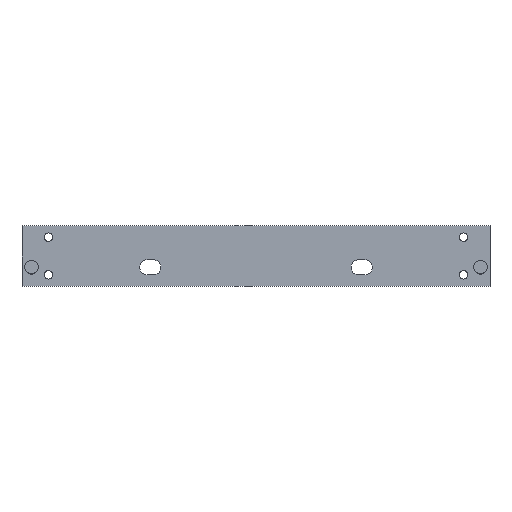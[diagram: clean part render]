
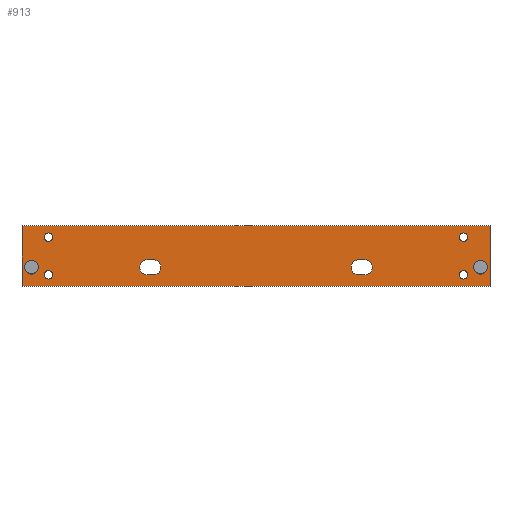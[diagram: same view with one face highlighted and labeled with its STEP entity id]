
A CAD part, top view. The second image highlights one B-rep face of the part: STEP entity #913.
In plain terms, the highlighted planar face has unit normal (0, 0, 1).
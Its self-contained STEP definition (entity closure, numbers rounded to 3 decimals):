
#45=CARTESIAN_POINT('',(-7874.,-635.,152.4));
#46=VERTEX_POINT('',#45);
#53=CARTESIAN_POINT('',(-7874.,1397.,152.4));
#54=VERTEX_POINT('',#53);
#55=CARTESIAN_POINT('',(-7874.,-635.,152.4));
#56=DIRECTION('',(0.,1.,0.));
#57=VECTOR('',#56,2032.);
#58=LINE('',#55,#57);
#59=EDGE_CURVE('',#46,#54,#58,.T.);
#84=CARTESIAN_POINT('',(7874.,1397.,152.4));
#85=VERTEX_POINT('',#84);
#86=CARTESIAN_POINT('',(-7874.,1397.,152.4));
#87=DIRECTION('',(1.,0.,0.));
#88=VECTOR('',#87,15748.);
#89=LINE('',#86,#88);
#90=EDGE_CURVE('',#54,#85,#89,.T.);
#115=CARTESIAN_POINT('',(7874.,-635.,152.4));
#116=VERTEX_POINT('',#115);
#117=CARTESIAN_POINT('',(7874.,1397.,152.4));
#118=DIRECTION('',(0.,-1.,0.));
#119=VECTOR('',#118,2032.);
#120=LINE('',#117,#119);
#121=EDGE_CURVE('',#85,#116,#120,.T.);
#144=CARTESIAN_POINT('',(7874.,-635.,152.4));
#145=DIRECTION('',(-1.,0.,0.));
#146=VECTOR('',#145,15748.);
#147=LINE('',#144,#146);
#148=EDGE_CURVE('',#116,#46,#147,.T.);
#170=CARTESIAN_POINT('',(-3657.6,254.,152.4));
#171=VERTEX_POINT('',#170);
#178=CARTESIAN_POINT('',(-3657.6,-254.,152.4));
#179=VERTEX_POINT('',#178);
#180=CARTESIAN_POINT('',(-3657.6,0.,152.4));
#181=DIRECTION('',(0.,1.,0.));
#182=DIRECTION('',(0.,0.,1.));
#183=AXIS2_PLACEMENT_3D('',#180,#182,#181);
#184=CIRCLE('',#183,254.);
#185=EDGE_CURVE('',#171,#179,#184,.T.);
#210=CARTESIAN_POINT('',(-3454.4,-254.,152.4));
#211=VERTEX_POINT('',#210);
#212=CARTESIAN_POINT('',(-3657.6,-254.,152.4));
#213=DIRECTION('',(1.,0.,0.));
#214=VECTOR('',#213,203.2);
#215=LINE('',#212,#214);
#216=EDGE_CURVE('',#179,#211,#215,.T.);
#242=CARTESIAN_POINT('',(-3454.4,254.,152.4));
#243=VERTEX_POINT('',#242);
#244=CARTESIAN_POINT('',(-3454.4,0.,152.4));
#245=DIRECTION('',(0.,-1.,0.));
#246=DIRECTION('',(0.,0.,1.));
#247=AXIS2_PLACEMENT_3D('',#244,#246,#245);
#248=CIRCLE('',#247,254.);
#249=EDGE_CURVE('',#211,#243,#248,.T.);
#272=CARTESIAN_POINT('',(-3454.4,254.,152.4));
#273=DIRECTION('',(-1.,0.,0.));
#274=VECTOR('',#273,203.2);
#275=LINE('',#272,#274);
#276=EDGE_CURVE('',#243,#171,#275,.T.);
#297=CARTESIAN_POINT('',(3657.6,254.,152.4));
#298=VERTEX_POINT('',#297);
#305=CARTESIAN_POINT('',(3454.4,254.,152.4));
#306=VERTEX_POINT('',#305);
#307=CARTESIAN_POINT('',(3657.6,254.,152.4));
#308=DIRECTION('',(-1.,0.,0.));
#309=VECTOR('',#308,203.2);
#310=LINE('',#307,#309);
#311=EDGE_CURVE('',#298,#306,#310,.T.);
#337=CARTESIAN_POINT('',(3454.4,-254.,152.4));
#338=VERTEX_POINT('',#337);
#339=CARTESIAN_POINT('',(3454.4,0.,152.4));
#340=DIRECTION('',(0.,1.,0.));
#341=DIRECTION('',(0.,0.,1.));
#342=AXIS2_PLACEMENT_3D('',#339,#341,#340);
#343=CIRCLE('',#342,254.);
#344=EDGE_CURVE('',#306,#338,#343,.T.);
#369=CARTESIAN_POINT('',(3657.6,-254.,152.4));
#370=VERTEX_POINT('',#369);
#371=CARTESIAN_POINT('',(3454.4,-254.,152.4));
#372=DIRECTION('',(1.,0.,0.));
#373=VECTOR('',#372,203.2);
#374=LINE('',#371,#373);
#375=EDGE_CURVE('',#338,#370,#374,.T.);
#399=CARTESIAN_POINT('',(3657.6,0.,152.4));
#400=DIRECTION('',(0.,-1.,0.));
#401=DIRECTION('',(0.,0.,1.));
#402=AXIS2_PLACEMENT_3D('',#399,#401,#400);
#403=CIRCLE('',#402,254.);
#404=EDGE_CURVE('',#370,#298,#403,.T.);
#426=CARTESIAN_POINT('',(-6845.3,-254.,152.4));
#427=VERTEX_POINT('',#426);
#434=CARTESIAN_POINT('',(-7124.7,-254.,152.4));
#435=VERTEX_POINT('',#434);
#436=CARTESIAN_POINT('',(-6985.,-254.,152.4));
#437=DIRECTION('',(1.,0.,0.));
#438=DIRECTION('',(0.,0.,1.));
#439=AXIS2_PLACEMENT_3D('',#436,#438,#437);
#440=CIRCLE('',#439,139.7);
#441=EDGE_CURVE('',#427,#435,#440,.T.);
#465=CARTESIAN_POINT('',(-6985.,-254.,152.4));
#466=DIRECTION('',(-1.,0.,0.));
#467=DIRECTION('',(0.,0.,1.));
#468=AXIS2_PLACEMENT_3D('',#465,#467,#466);
#469=CIRCLE('',#468,139.7);
#470=EDGE_CURVE('',#435,#427,#469,.T.);
#492=CARTESIAN_POINT('',(7124.7,-254.,152.4));
#493=VERTEX_POINT('',#492);
#500=CARTESIAN_POINT('',(6845.3,-254.,152.4));
#501=VERTEX_POINT('',#500);
#502=CARTESIAN_POINT('',(6985.,-254.,152.4));
#503=DIRECTION('',(1.,0.,0.));
#504=DIRECTION('',(0.,0.,1.));
#505=AXIS2_PLACEMENT_3D('',#502,#504,#503);
#506=CIRCLE('',#505,139.7);
#507=EDGE_CURVE('',#493,#501,#506,.T.);
#531=CARTESIAN_POINT('',(6985.,-254.,152.4));
#532=DIRECTION('',(-1.,0.,0.));
#533=DIRECTION('',(0.,0.,1.));
#534=AXIS2_PLACEMENT_3D('',#531,#533,#532);
#535=CIRCLE('',#534,139.7);
#536=EDGE_CURVE('',#501,#493,#535,.T.);
#558=CARTESIAN_POINT('',(-6845.3,1016.,152.4));
#559=VERTEX_POINT('',#558);
#566=CARTESIAN_POINT('',(-7124.7,1016.,152.4));
#567=VERTEX_POINT('',#566);
#568=CARTESIAN_POINT('',(-6985.,1016.,152.4));
#569=DIRECTION('',(1.,0.,0.));
#570=DIRECTION('',(0.,0.,1.));
#571=AXIS2_PLACEMENT_3D('',#568,#570,#569);
#572=CIRCLE('',#571,139.7);
#573=EDGE_CURVE('',#559,#567,#572,.T.);
#597=CARTESIAN_POINT('',(-6985.,1016.,152.4));
#598=DIRECTION('',(-1.,0.,0.));
#599=DIRECTION('',(0.,0.,1.));
#600=AXIS2_PLACEMENT_3D('',#597,#599,#598);
#601=CIRCLE('',#600,139.7);
#602=EDGE_CURVE('',#567,#559,#601,.T.);
#624=CARTESIAN_POINT('',(7124.7,1016.,152.4));
#625=VERTEX_POINT('',#624);
#632=CARTESIAN_POINT('',(6845.3,1016.,152.4));
#633=VERTEX_POINT('',#632);
#634=CARTESIAN_POINT('',(6985.,1016.,152.4));
#635=DIRECTION('',(1.,0.,0.));
#636=DIRECTION('',(0.,0.,1.));
#637=AXIS2_PLACEMENT_3D('',#634,#636,#635);
#638=CIRCLE('',#637,139.7);
#639=EDGE_CURVE('',#625,#633,#638,.T.);
#663=CARTESIAN_POINT('',(6985.,1016.,152.4));
#664=DIRECTION('',(-1.,0.,0.));
#665=DIRECTION('',(0.,0.,1.));
#666=AXIS2_PLACEMENT_3D('',#663,#665,#664);
#667=CIRCLE('',#666,139.7);
#668=EDGE_CURVE('',#633,#625,#667,.T.);
#679=CARTESIAN_POINT('',(7785.1,0.,152.4));
#680=VERTEX_POINT('',#679);
#681=CARTESIAN_POINT('',(7327.9,0.,152.4));
#682=VERTEX_POINT('',#681);
#683=CARTESIAN_POINT('',(7556.5,0.,152.4));
#684=DIRECTION('',(1.,0.,0.));
#685=DIRECTION('',(0.,0.,1.));
#686=AXIS2_PLACEMENT_3D('',#683,#685,#684);
#687=CIRCLE('',#686,228.6);
#688=EDGE_CURVE('',#680,#682,#687,.T.);
#721=CARTESIAN_POINT('',(7556.5,0.,152.4));
#722=DIRECTION('',(-1.,0.,0.));
#723=DIRECTION('',(-0.,0.,1.));
#724=AXIS2_PLACEMENT_3D('',#721,#723,#722);
#725=CIRCLE('',#724,228.6);
#726=EDGE_CURVE('',#682,#680,#725,.T.);
#781=CARTESIAN_POINT('',(-7327.9,0.,152.4));
#782=VERTEX_POINT('',#781);
#783=CARTESIAN_POINT('',(-7785.1,0.,152.4));
#784=VERTEX_POINT('',#783);
#785=CARTESIAN_POINT('',(-7556.5,0.,152.4));
#786=DIRECTION('',(1.,0.,0.));
#787=DIRECTION('',(0.,0.,1.));
#788=AXIS2_PLACEMENT_3D('',#785,#787,#786);
#789=CIRCLE('',#788,228.6);
#790=EDGE_CURVE('',#782,#784,#789,.T.);
#813=CARTESIAN_POINT('',(-7556.5,0.,152.4));
#814=DIRECTION('',(-1.,0.,0.));
#815=DIRECTION('',(0.,0.,1.));
#816=AXIS2_PLACEMENT_3D('',#813,#815,#814);
#817=CIRCLE('',#816,228.6);
#818=EDGE_CURVE('',#784,#782,#817,.T.);
#866=CARTESIAN_POINT('',(0.,381.,152.4));
#867=DIRECTION('',(0.,-1.,0.));
#868=DIRECTION('',(-0.,0.,1.));
#869=AXIS2_PLACEMENT_3D('',#866,#868,#867);
#870=PLANE('',#869);
#871=ORIENTED_EDGE('',*,*,#59,.F.);
#872=ORIENTED_EDGE('',*,*,#148,.F.);
#873=ORIENTED_EDGE('',*,*,#121,.F.);
#874=ORIENTED_EDGE('',*,*,#90,.F.);
#875=EDGE_LOOP('',(#871,#872,#873,#874));
#876=FACE_OUTER_BOUND('',#875,.T.);
#877=ORIENTED_EDGE('',*,*,#790,.F.);
#878=ORIENTED_EDGE('',*,*,#818,.F.);
#879=EDGE_LOOP('',(#877,#878));
#880=FACE_BOUND('',#879,.T.);
#881=ORIENTED_EDGE('',*,*,#688,.F.);
#882=ORIENTED_EDGE('',*,*,#726,.F.);
#883=EDGE_LOOP('',(#881,#882));
#884=FACE_BOUND('',#883,.T.);
#885=ORIENTED_EDGE('',*,*,#639,.F.);
#886=ORIENTED_EDGE('',*,*,#668,.F.);
#887=EDGE_LOOP('',(#885,#886));
#888=FACE_BOUND('',#887,.T.);
#889=ORIENTED_EDGE('',*,*,#573,.F.);
#890=ORIENTED_EDGE('',*,*,#602,.F.);
#891=EDGE_LOOP('',(#889,#890));
#892=FACE_BOUND('',#891,.T.);
#893=ORIENTED_EDGE('',*,*,#507,.F.);
#894=ORIENTED_EDGE('',*,*,#536,.F.);
#895=EDGE_LOOP('',(#893,#894));
#896=FACE_BOUND('',#895,.T.);
#897=ORIENTED_EDGE('',*,*,#441,.F.);
#898=ORIENTED_EDGE('',*,*,#470,.F.);
#899=EDGE_LOOP('',(#897,#898));
#900=FACE_BOUND('',#899,.T.);
#901=ORIENTED_EDGE('',*,*,#311,.F.);
#902=ORIENTED_EDGE('',*,*,#404,.F.);
#903=ORIENTED_EDGE('',*,*,#375,.F.);
#904=ORIENTED_EDGE('',*,*,#344,.F.);
#905=EDGE_LOOP('',(#901,#902,#903,#904));
#906=FACE_BOUND('',#905,.T.);
#907=ORIENTED_EDGE('',*,*,#185,.F.);
#908=ORIENTED_EDGE('',*,*,#276,.F.);
#909=ORIENTED_EDGE('',*,*,#249,.F.);
#910=ORIENTED_EDGE('',*,*,#216,.F.);
#911=EDGE_LOOP('',(#907,#908,#909,#910));
#912=FACE_BOUND('',#911,.T.);
#913=ADVANCED_FACE('F28',(#876,#880,#884,#888,#892,#896,#900,#906,#912),#870,.T.);
